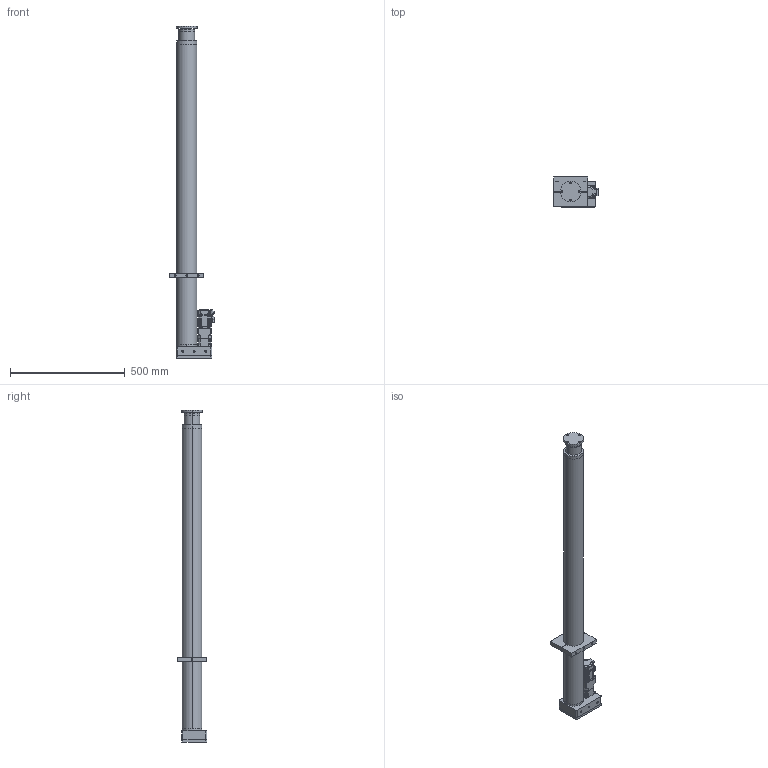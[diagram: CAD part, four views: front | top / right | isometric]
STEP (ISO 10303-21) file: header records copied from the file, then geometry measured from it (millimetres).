
FILE_DESCRIPTION (( 'STEP AP203' ), '1' );
FILE_NAME ('220326-XS-多节缸折叠2400行程装配体.STEP', '2022-03-28T09:03:00', ( '微软用户' ), ( '微软中国' ), 'SwSTEP 2.0', 'SolidWorks 2016', '' );
FILE_SCHEMA (( 'CONFIG_CONTROL_DESIGN' ));
Length unit declared in the file: millimetre
Products named in the file (9): 220326-XS-多节缸折叠2400行程装配体; 220326-XS-嗣誹詰菴媼誹奪; 220326-XS-嗣誹詰眊极裔啣; 220326-XS-嗣誹詰蚚MS5S-60ST-C00630B-20P2-S01orS02.; 220326-XS-嗣誹詰蚚PGH60等撰; 220326-XS-嗣誹詰盓傅啣; 220326-XS-嗣誹詰菴珨誹奪; 220326-XS-多节缸第三节管; 220326-XS-嗣誹詰粣創釱
Assembly tree (8 placements, depth 2):
  220326-XS-多节缸折叠2400行程装配体
    220326-XS-嗣誹詰菴珨誹奪
    220326-XS-嗣誹詰菴媼誹奪
    220326-XS-多节缸第三节管
    220326-XS-嗣誹詰眊极裔啣
    220326-XS-嗣誹詰蚚MS5S-60ST-C00630B-20P2-S01orS02.
    220326-XS-嗣誹詰蚚PGH60等撰
    220326-XS-嗣誹詰粣創釱
    220326-XS-嗣誹詰盓傅啣
Bounding box: 195.62 x 130 x 1445 mm (x, y, z)
Volume: 3776096.2 mm3; surface area: 1836836.9 mm2
Topology: 13 solids, 33 shells, 729 faces, 2121 edges, 1445 vertices
Faces by surface type: cylinder 378, plane 274, cone 61, torus 16
Entity records: 25428 total; most frequent: DIRECTION 4534, CARTESIAN_POINT 4494, ORIENTED_EDGE 3750, EDGE_CURVE 2101, AXIS2_PLACEMENT_3D 1717, VERTEX_POINT 1445, VECTOR 1100, LINE 1100
